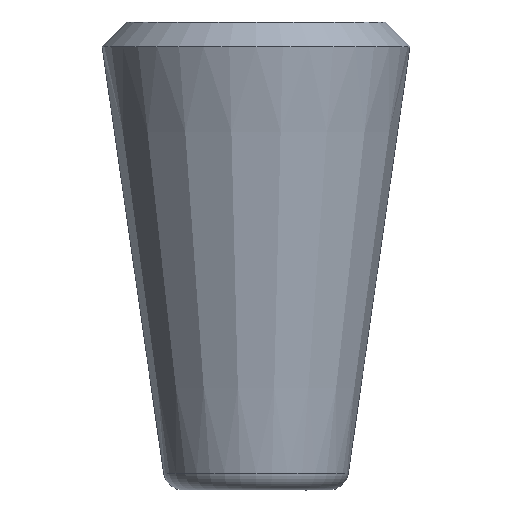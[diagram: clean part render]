
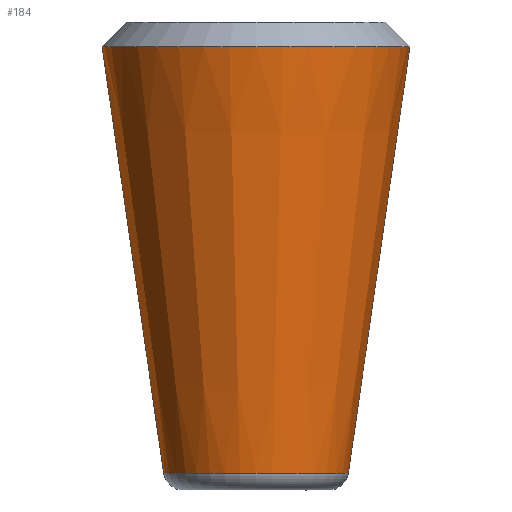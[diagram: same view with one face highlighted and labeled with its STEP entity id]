
A CAD part, front view. The second image highlights one B-rep face of the part: STEP entity #184.
In plain terms, the highlighted conical face has half-angle 8.216 degrees and reference radius 10 mm.
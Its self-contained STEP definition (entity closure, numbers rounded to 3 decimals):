
#90=VERTEX_POINT('',#227);
#124=VERTEX_POINT('',#264);
#126=EDGE_CURVE('',#128,#194,#266,.T.);
#128=VERTEX_POINT('',#268);
#140=EDGE_CURVE('',#90,#124,#282,.T.);
#146=EDGE_CURVE('',#90,#128,#289,.T.);
#170=EDGE_CURVE('',#194,#124,#316,.T.);
#184=ADVANCED_FACE('',(#333),#334,.T.);
#194=VERTEX_POINT('',#345);
#227=CARTESIAN_POINT('',(12.5,0.,36.0));
#264=CARTESIAN_POINT('',(-12.5,0.,36.0));
#266=CIRCLE('',#422,7.5);
#268=CARTESIAN_POINT('',(7.5,0.,1.371));
#282=CIRCLE('',#440,12.5);
#289=LINE('',#450,#451);
#316=LINE('',#486,#487);
#333=FACE_OUTER_BOUND('',#506,.T.);
#334=CONICAL_SURFACE('',#507,10.0,0.143);
#345=CARTESIAN_POINT('',(-7.5,0.,1.371));
#422=AXIS2_PLACEMENT_3D('',#587,#588,#589);
#440=AXIS2_PLACEMENT_3D('',#607,#608,#609);
#450=CARTESIAN_POINT('',(10.,0.,18.686));
#451=VECTOR('',#619,1.0);
#486=CARTESIAN_POINT('',(-10.,0.,18.686));
#487=VECTOR('',#659,1.0);
#506=EDGE_LOOP('',(#685,#686,#687,#688));
#507=AXIS2_PLACEMENT_3D('',#689,#690,#691);
#587=CARTESIAN_POINT('',(0.,0.,1.371));
#588=DIRECTION('',(0.0,0.0,-1.0));
#589=DIRECTION('',(1.0,0.,0.0));
#607=CARTESIAN_POINT('',(0.,0.,36.0));
#608=DIRECTION('',(0.0,0.0,-1.0));
#609=DIRECTION('',(1.0,0.,0.0));
#619=DIRECTION('',(-0.143,0.,-0.99));
#659=DIRECTION('',(-0.143,0.,0.99));
#685=ORIENTED_EDGE('',*,*,#146,.F.);
#686=ORIENTED_EDGE('',*,*,#140,.T.);
#687=ORIENTED_EDGE('',*,*,#170,.F.);
#688=ORIENTED_EDGE('',*,*,#126,.F.);
#689=CARTESIAN_POINT('',(0.,0.,18.686));
#690=DIRECTION('',(-0.0,-0.0,1.0));
#691=DIRECTION('',(1.0,0.,0.0));
